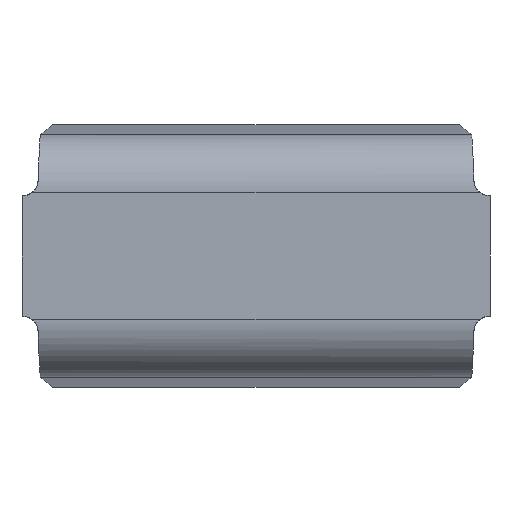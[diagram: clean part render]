
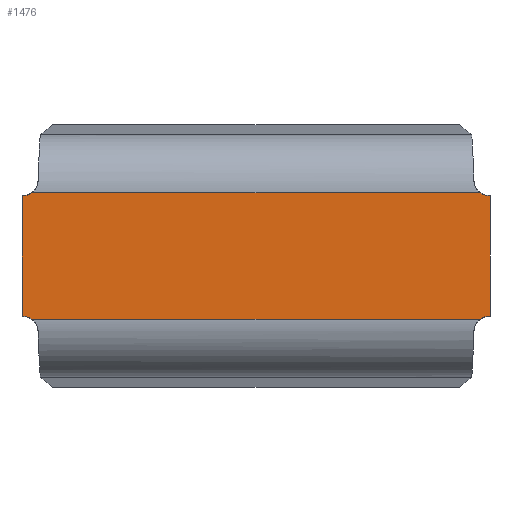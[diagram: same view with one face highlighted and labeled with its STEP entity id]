
A CAD part, front view. The second image highlights one B-rep face of the part: STEP entity #1476.
In plain terms, the highlighted planar face has unit normal (0, -1, 0).
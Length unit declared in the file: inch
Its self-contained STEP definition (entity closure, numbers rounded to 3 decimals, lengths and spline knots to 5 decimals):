
#22 = CARTESIAN_POINT ( 'NONE',  ( -0.00301, -0.02, -0.0325 ) ) ;
#49 = CARTESIAN_POINT ( 'NONE',  ( -0.008, -0.02, -0.031 ) ) ;
#76 = LINE ( 'NONE', #1605, #175 ) ;
#131 = VECTOR ( 'NONE', #823, 39.37008 ) ;
#175 = VECTOR ( 'NONE', #3426, 39.37008 ) ;
#199 = CARTESIAN_POINT ( 'NONE',  ( -0.00437, -0.02, 0.03152 ) ) ;
#224 = LINE ( 'NONE', #1671, #3359 ) ;
#351 = VECTOR ( 'NONE', #1028, 39.37008 ) ;
#377 = EDGE_CURVE ( 'NONE', #1785, #1585, #3587, .T. ) ;
#418 = ORIENTED_EDGE ( 'NONE', *, *, #3083, .T. ) ;
#516 = ORIENTED_EDGE ( 'NONE', *, *, #3935, .T. ) ;
#528 = CARTESIAN_POINT ( 'NONE',  ( -0.00767, -0.02, 0.031 ) ) ;
#574 = VERTEX_POINT ( 'NONE', #1092 ) ;
#601 = CARTESIAN_POINT ( 'NONE',  ( -0.00301, -0.02, -0.0325 ) ) ;
#629 = DIRECTION ( 'NONE',  ( 0., 1., 0. ) ) ;
#631 = VERTEX_POINT ( 'NONE', #601 ) ;
#716 = CARTESIAN_POINT ( 'NONE',  ( -0.00767, -0.02, 0.031 ) ) ;
#819 = EDGE_CURVE ( 'NONE', #3719, #3738, #3583, .T. ) ;
#823 = DIRECTION ( 'NONE',  ( 1., 0., 0. ) ) ;
#876 = EDGE_CURVE ( 'NONE', #1785, #3788, #1872, .T. ) ;
#956 = CARTESIAN_POINT ( 'NONE',  ( -0.00767, -0.02, -0.031 ) ) ;
#999 = FACE_OUTER_BOUND ( 'NONE', #1130, .T. ) ;
#1028 = DIRECTION ( 'NONE',  ( -1., 0., 0. ) ) ;
#1031 = ORIENTED_EDGE ( 'NONE', *, *, #3156, .F. ) ;
#1039 = CARTESIAN_POINT ( 'NONE',  ( 0.23267, -0.02, -0.031 ) ) ;
#1040 = CARTESIAN_POINT ( 'NONE',  ( -0.008, -0.02, 0.031 ) ) ;
#1063 = B_SPLINE_CURVE_WITH_KNOTS ( 'NONE', 3,
 ( #1492, #199, #2426, #528 ),
 .UNSPECIFIED., .F., .F.,
 ( 4, 4 ),
 ( 0., 0.00013 ),
 .UNSPECIFIED. ) ;
#1083 = CARTESIAN_POINT ( 'NONE',  ( -0.008, -0.02, 0.031 ) ) ;
#1092 = CARTESIAN_POINT ( 'NONE',  ( 0.22801, -0.02, -0.0325 ) ) ;
#1130 = EDGE_LOOP ( 'NONE', ( #2146, #2403, #1853, #3604, #516, #1681, #1031, #418, #3484, #4044, #2042, #2207 ) ) ;
#1144 = CARTESIAN_POINT ( 'NONE',  ( 0.23267, -0.02, 0.031 ) ) ;
#1187 = EDGE_CURVE ( 'NONE', #3738, #3788, #1063, .T. ) ;
#1260 = CARTESIAN_POINT ( 'NONE',  ( 0.225, -0.02, -0.0325 ) ) ;
#1267 = VECTOR ( 'NONE', #3864, 39.37008 ) ;
#1313 = CARTESIAN_POINT ( 'NONE',  ( 0.22801, -0.02, 0.0325 ) ) ;
#1325 = B_SPLINE_CURVE_WITH_KNOTS ( 'NONE', 3,
 ( #1600, #3761, #1941, #22 ),
 .UNSPECIFIED., .F., .F.,
 ( 4, 4 ),
 ( 0., 0.00013 ),
 .UNSPECIFIED. ) ;
#1366 = DIRECTION ( 'NONE',  ( 1., 0., 0. ) ) ;
#1467 = CARTESIAN_POINT ( 'NONE',  ( 0.22937, -0.02, 0.03152 ) ) ;
#1476 = ADVANCED_FACE ( 'NONE', ( #999 ), #2525, .F. ) ;
#1492 = CARTESIAN_POINT ( 'NONE',  ( -0.00301, -0.02, 0.0325 ) ) ;
#1585 = VERTEX_POINT ( 'NONE', #49 ) ;
#1600 = CARTESIAN_POINT ( 'NONE',  ( -0.00767, -0.02, -0.031 ) ) ;
#1605 = CARTESIAN_POINT ( 'NONE',  ( 0.233, -0.02, 0.031 ) ) ;
#1639 = B_SPLINE_CURVE_WITH_KNOTS ( 'NONE', 3,
 ( #3196, #3511, #2893, #1039 ),
 .UNSPECIFIED., .F., .F.,
 ( 4, 4 ),
 ( 0., 0.00013 ),
 .UNSPECIFIED. ) ;
#1646 = CARTESIAN_POINT ( 'NONE',  ( -0.00301, -0.02, 0.0325 ) ) ;
#1648 = AXIS2_PLACEMENT_3D ( 'NONE', #1260, #629, #2820 ) ;
#1671 = CARTESIAN_POINT ( 'NONE',  ( 0.233, -0.02, -0.031 ) ) ;
#1681 = ORIENTED_EDGE ( 'NONE', *, *, #3660, .T. ) ;
#1785 = VERTEX_POINT ( 'NONE', #1083 ) ;
#1853 = ORIENTED_EDGE ( 'NONE', *, *, #876, .F. ) ;
#1872 = LINE ( 'NONE', #1040, #3380 ) ;
#1914 = EDGE_CURVE ( 'NONE', #2920, #3911, #3767, .T. ) ;
#1941 = CARTESIAN_POINT ( 'NONE',  ( -0.00437, -0.02, -0.03152 ) ) ;
#1950 = B_SPLINE_CURVE_WITH_KNOTS ( 'NONE', 3,
 ( #1144, #2699, #1467, #3620 ),
 .UNSPECIFIED., .F., .F.,
 ( 4, 4 ),
 ( 0., 0.00013 ),
 .UNSPECIFIED. ) ;
#1971 = VECTOR ( 'NONE', #3629, 39.37008 ) ;
#2042 = ORIENTED_EDGE ( 'NONE', *, *, #3493, .T. ) ;
#2146 = ORIENTED_EDGE ( 'NONE', *, *, #819, .T. ) ;
#2207 = ORIENTED_EDGE ( 'NONE', *, *, #2407, .T. ) ;
#2389 = CARTESIAN_POINT ( 'NONE',  ( 0.233, -0.02, 0.031 ) ) ;
#2399 = CARTESIAN_POINT ( 'NONE',  ( -0.008, -0.02, -0.031 ) ) ;
#2403 = ORIENTED_EDGE ( 'NONE', *, *, #1187, .T. ) ;
#2407 = EDGE_CURVE ( 'NONE', #3326, #3719, #1950, .T. ) ;
#2423 = CARTESIAN_POINT ( 'NONE',  ( 0.23267, -0.02, -0.031 ) ) ;
#2426 = CARTESIAN_POINT ( 'NONE',  ( -0.006, -0.02, 0.031 ) ) ;
#2452 = VERTEX_POINT ( 'NONE', #2423 ) ;
#2525 = PLANE ( 'NONE',  #1648 ) ;
#2640 = LINE ( 'NONE', #2399, #131 ) ;
#2665 = CARTESIAN_POINT ( 'NONE',  ( 0.233, -0.02, 0.031 ) ) ;
#2694 = DIRECTION ( 'NONE',  ( 0., 0., -1. ) ) ;
#2699 = CARTESIAN_POINT ( 'NONE',  ( 0.231, -0.02, 0.031 ) ) ;
#2796 = EDGE_CURVE ( 'NONE', #3911, #2452, #224, .T. ) ;
#2820 = DIRECTION ( 'NONE',  ( 0., 0., 1. ) ) ;
#2893 = CARTESIAN_POINT ( 'NONE',  ( 0.231, -0.02, -0.031 ) ) ;
#2920 = VERTEX_POINT ( 'NONE', #2665 ) ;
#2935 = VECTOR ( 'NONE', #2694, 39.37008 ) ;
#2973 = CARTESIAN_POINT ( 'NONE',  ( 0.233, -0.02, -0.031 ) ) ;
#3083 = EDGE_CURVE ( 'NONE', #574, #2452, #1639, .T. ) ;
#3156 = EDGE_CURVE ( 'NONE', #574, #631, #3741, .T. ) ;
#3196 = CARTESIAN_POINT ( 'NONE',  ( 0.22801, -0.02, -0.0325 ) ) ;
#3197 = CARTESIAN_POINT ( 'NONE',  ( 0.225, -0.02, 0.0325 ) ) ;
#3242 = CARTESIAN_POINT ( 'NONE',  ( 0.225, -0.02, -0.0325 ) ) ;
#3326 = VERTEX_POINT ( 'NONE', #3333 ) ;
#3333 = CARTESIAN_POINT ( 'NONE',  ( 0.23267, -0.02, 0.031 ) ) ;
#3359 = VECTOR ( 'NONE', #3505, 39.37008 ) ;
#3380 = VECTOR ( 'NONE', #1366, 39.37008 ) ;
#3426 = DIRECTION ( 'NONE',  ( -1., 0., 0. ) ) ;
#3484 = ORIENTED_EDGE ( 'NONE', *, *, #2796, .F. ) ;
#3493 = EDGE_CURVE ( 'NONE', #2920, #3326, #76, .T. ) ;
#3505 = DIRECTION ( 'NONE',  ( -1., 0., 0. ) ) ;
#3511 = CARTESIAN_POINT ( 'NONE',  ( 0.22937, -0.02, -0.03152 ) ) ;
#3583 = LINE ( 'NONE', #3197, #351 ) ;
#3587 = LINE ( 'NONE', #3693, #1971 ) ;
#3604 = ORIENTED_EDGE ( 'NONE', *, *, #377, .T. ) ;
#3620 = CARTESIAN_POINT ( 'NONE',  ( 0.22801, -0.02, 0.0325 ) ) ;
#3629 = DIRECTION ( 'NONE',  ( 0., 0., -1. ) ) ;
#3641 = VERTEX_POINT ( 'NONE', #956 ) ;
#3660 = EDGE_CURVE ( 'NONE', #3641, #631, #1325, .T. ) ;
#3693 = CARTESIAN_POINT ( 'NONE',  ( -0.008, -0.02, 0.031 ) ) ;
#3719 = VERTEX_POINT ( 'NONE', #1313 ) ;
#3738 = VERTEX_POINT ( 'NONE', #1646 ) ;
#3741 = LINE ( 'NONE', #3242, #1267 ) ;
#3761 = CARTESIAN_POINT ( 'NONE',  ( -0.006, -0.02, -0.031 ) ) ;
#3767 = LINE ( 'NONE', #2389, #2935 ) ;
#3788 = VERTEX_POINT ( 'NONE', #716 ) ;
#3864 = DIRECTION ( 'NONE',  ( -1., 0., 0. ) ) ;
#3911 = VERTEX_POINT ( 'NONE', #2973 ) ;
#3935 = EDGE_CURVE ( 'NONE', #1585, #3641, #2640, .T. ) ;
#4044 = ORIENTED_EDGE ( 'NONE', *, *, #1914, .F. ) ;
